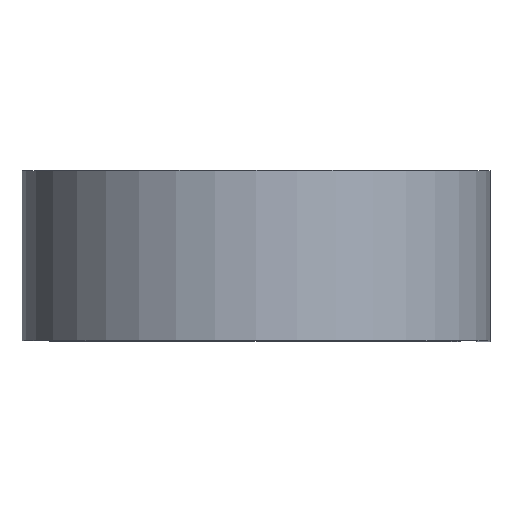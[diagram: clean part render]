
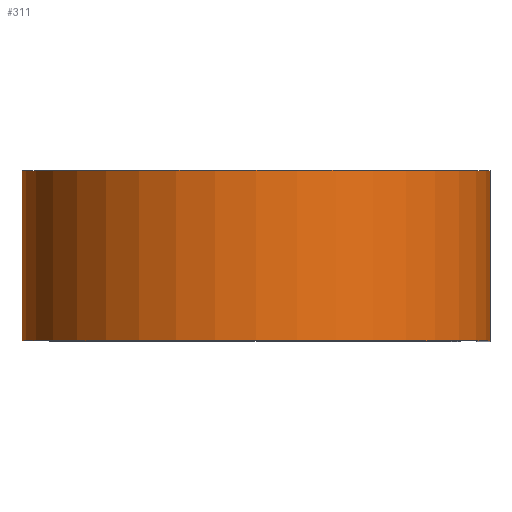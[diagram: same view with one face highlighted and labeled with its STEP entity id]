
A CAD part, top view. The second image highlights one B-rep face of the part: STEP entity #311.
In plain terms, the highlighted cylindrical face has radius 21.857 mm (diameter 43.713 mm), a partial arc.
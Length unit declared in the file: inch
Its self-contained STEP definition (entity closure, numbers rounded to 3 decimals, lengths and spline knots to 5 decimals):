
#91 = VECTOR ( 'NONE', #147, 39.37008 ) ;
#96 = CARTESIAN_POINT ( 'NONE',  ( 0.8605, 0.3125, 0. ) ) ;
#147 = DIRECTION ( 'NONE',  ( 0., -1., 0. ) ) ;
#151 = CARTESIAN_POINT ( 'NONE',  ( 0., 0.3125, -0.8605 ) ) ;
#164 = LINE ( 'NONE', #282, #91 ) ;
#183 = EDGE_CURVE ( 'NONE', #240, #402, #486, .T. ) ;
#212 = VERTEX_POINT ( 'NONE', #494 ) ;
#214 = ORIENTED_EDGE ( 'NONE', *, *, #528, .T. ) ;
#240 = VERTEX_POINT ( 'NONE', #151 ) ;
#282 = CARTESIAN_POINT ( 'NONE',  ( 0., 0.3125, -0.8605 ) ) ;
#298 = AXIS2_PLACEMENT_3D ( 'NONE', #485, #450, #445 ) ;
#307 = CIRCLE ( 'NONE', #536, 0.8605 ) ;
#311 = ADVANCED_FACE ( 'NONE', ( #680 ), #674, .T. ) ;
#344 = VERTEX_POINT ( 'NONE', #693 ) ;
#360 = ORIENTED_EDGE ( 'NONE', *, *, #573, .T. ) ;
#369 = CARTESIAN_POINT ( 'NONE',  ( 0.8605, 0.3125, 0. ) ) ;
#402 = VERTEX_POINT ( 'NONE', #96 ) ;
#419 = EDGE_CURVE ( 'NONE', #402, #344, #646, .T. ) ;
#445 = DIRECTION ( 'NONE',  ( 1., 0., 0. ) ) ;
#448 = DIRECTION ( 'NONE',  ( 0., -1., 0. ) ) ;
#450 = DIRECTION ( 'NONE',  ( 0., 1., 0. ) ) ;
#471 = DIRECTION ( 'NONE',  ( 0., -1., 0. ) ) ;
#485 = CARTESIAN_POINT ( 'NONE',  ( 0., 0.3125, 0. ) ) ;
#486 = CIRCLE ( 'NONE', #298, 0.8605 ) ;
#494 = CARTESIAN_POINT ( 'NONE',  ( 0., -0.3125, -0.8605 ) ) ;
#528 = EDGE_CURVE ( 'NONE', #212, #344, #307, .T. ) ;
#535 = CARTESIAN_POINT ( 'NONE',  ( 0., 0.3125, 0. ) ) ;
#536 = AXIS2_PLACEMENT_3D ( 'NONE', #649, #563, #550 ) ;
#538 = ORIENTED_EDGE ( 'NONE', *, *, #183, .F. ) ;
#539 = ORIENTED_EDGE ( 'NONE', *, *, #419, .F. ) ;
#540 = DIRECTION ( 'NONE',  ( 0., 0., -1. ) ) ;
#550 = DIRECTION ( 'NONE',  ( 1., 0., 0. ) ) ;
#563 = DIRECTION ( 'NONE',  ( 0., 1., 0. ) ) ;
#573 = EDGE_CURVE ( 'NONE', #240, #212, #164, .T. ) ;
#596 = AXIS2_PLACEMENT_3D ( 'NONE', #535, #448, #540 ) ;
#631 = EDGE_LOOP ( 'NONE', ( #214, #539, #538, #360 ) ) ;
#645 = VECTOR ( 'NONE', #471, 39.37008 ) ;
#646 = LINE ( 'NONE', #369, #645 ) ;
#649 = CARTESIAN_POINT ( 'NONE',  ( 0., -0.3125, 0. ) ) ;
#674 = CYLINDRICAL_SURFACE ( 'NONE', #596, 0.8605 ) ;
#680 = FACE_OUTER_BOUND ( 'NONE', #631, .T. ) ;
#693 = CARTESIAN_POINT ( 'NONE',  ( 0.8605, -0.3125, 0. ) ) ;
